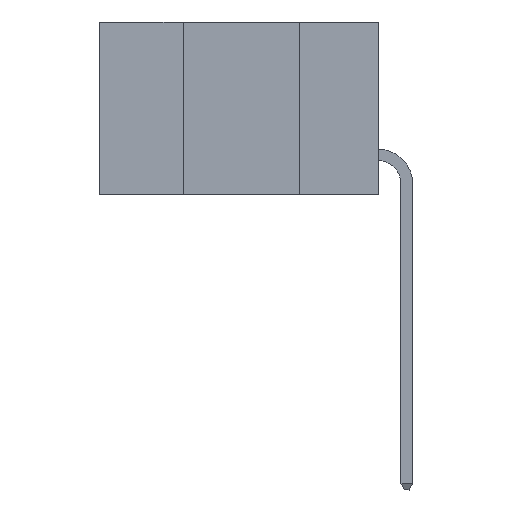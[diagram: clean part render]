
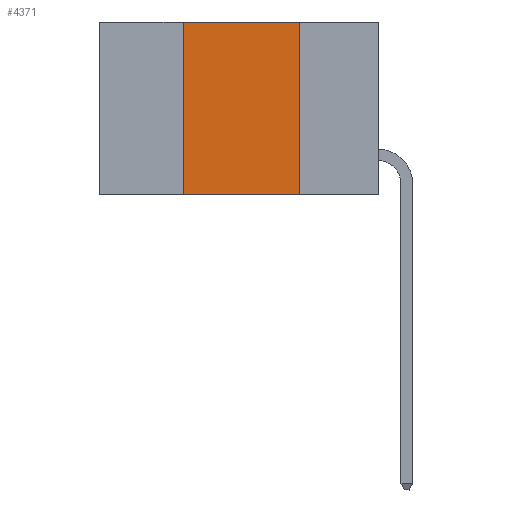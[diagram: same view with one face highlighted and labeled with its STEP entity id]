
A CAD part, left-side view. The second image highlights one B-rep face of the part: STEP entity #4371.
In plain terms, the highlighted planar face has unit normal (-1, 0, 0).
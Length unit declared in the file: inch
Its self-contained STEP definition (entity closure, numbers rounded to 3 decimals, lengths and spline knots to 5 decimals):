
#29 = ORIENTED_EDGE ( 'NONE', *, *, #15158, .F. ) ;
#211 = VERTEX_POINT ( 'NONE', #11562 ) ;
#765 = EDGE_CURVE ( 'NONE', #4147, #12128, #6860, .T. ) ;
#1050 = CARTESIAN_POINT ( 'NONE',  ( 0., 0.42, 0. ) ) ;
#1260 = DIRECTION ( 'NONE',  ( 0., 0., -1. ) ) ;
#1698 = CARTESIAN_POINT ( 'NONE',  ( 0., 0.42, -0.37 ) ) ;
#1960 = EDGE_CURVE ( 'NONE', #211, #5895, #4267, .T. ) ;
#2718 = CARTESIAN_POINT ( 'NONE',  ( 0., 0.6, 0. ) ) ;
#2867 = DIRECTION ( 'NONE',  ( 0., 0., -1. ) ) ;
#3315 = DIRECTION ( 'NONE',  ( 0., -1., 0. ) ) ;
#3488 = VECTOR ( 'NONE', #12499, 39.37008 ) ;
#4147 = VERTEX_POINT ( 'NONE', #1050 ) ;
#4267 = LINE ( 'NONE', #9142, #14895 ) ;
#4371 = ADVANCED_FACE ( 'NONE', ( #5210 ), #13822, .F. ) ;
#5210 = FACE_OUTER_BOUND ( 'NONE', #5241, .T. ) ;
#5241 = EDGE_LOOP ( 'NONE', ( #29, #11639, #15162, #7644 ) ) ;
#5304 = DIRECTION ( 'NONE',  ( 0., -1., 0. ) ) ;
#5895 = VERTEX_POINT ( 'NONE', #8817 ) ;
#6860 = LINE ( 'NONE', #11702, #6969 ) ;
#6969 = VECTOR ( 'NONE', #3315, 39.37008 ) ;
#7644 = ORIENTED_EDGE ( 'NONE', *, *, #1960, .T. ) ;
#7672 = EDGE_CURVE ( 'NONE', #211, #4147, #7813, .T. ) ;
#7780 = DIRECTION ( 'NONE',  ( 1., 0., 0. ) ) ;
#7813 = LINE ( 'NONE', #1698, #3488 ) ;
#8721 = LINE ( 'NONE', #14789, #13601 ) ;
#8817 = CARTESIAN_POINT ( 'NONE',  ( 0., 0.17, -0.37 ) ) ;
#9142 = CARTESIAN_POINT ( 'NONE',  ( 0., 0.6, -0.37 ) ) ;
#9351 = AXIS2_PLACEMENT_3D ( 'NONE', #2718, #7780, #2867 ) ;
#11562 = CARTESIAN_POINT ( 'NONE',  ( 0., 0.42, -0.37 ) ) ;
#11639 = ORIENTED_EDGE ( 'NONE', *, *, #765, .F. ) ;
#11702 = CARTESIAN_POINT ( 'NONE',  ( 0., 0.6, 0. ) ) ;
#12128 = VERTEX_POINT ( 'NONE', #12950 ) ;
#12499 = DIRECTION ( 'NONE',  ( 0., 0., 1. ) ) ;
#12950 = CARTESIAN_POINT ( 'NONE',  ( 0., 0.17, 0. ) ) ;
#13601 = VECTOR ( 'NONE', #1260, 39.37008 ) ;
#13822 = PLANE ( 'NONE',  #9351 ) ;
#14789 = CARTESIAN_POINT ( 'NONE',  ( 0., 0.17, -0.37 ) ) ;
#14895 = VECTOR ( 'NONE', #5304, 39.37008 ) ;
#15158 = EDGE_CURVE ( 'NONE', #12128, #5895, #8721, .T. ) ;
#15162 = ORIENTED_EDGE ( 'NONE', *, *, #7672, .F. ) ;
